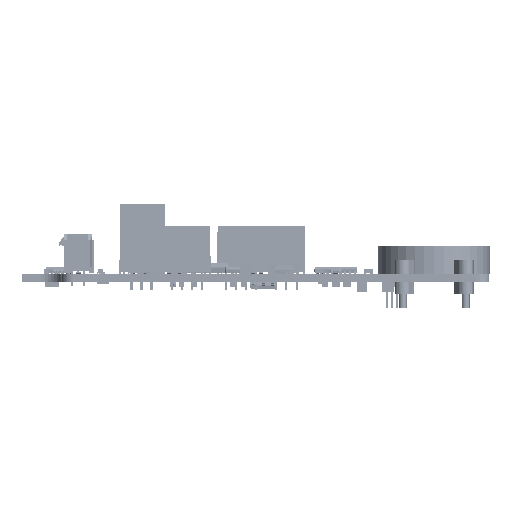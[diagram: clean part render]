
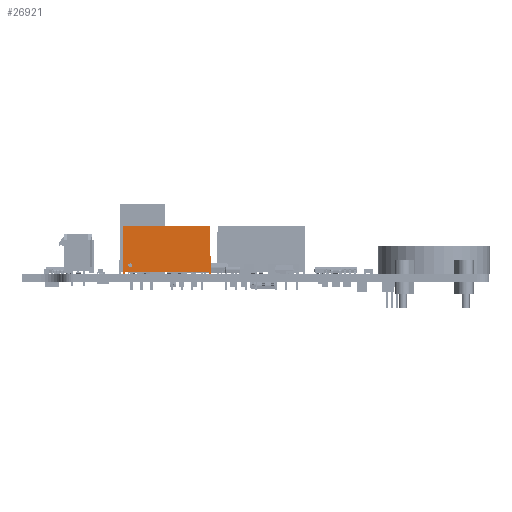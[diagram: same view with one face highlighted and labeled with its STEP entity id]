
A CAD part, left-side view. The second image highlights one B-rep face of the part: STEP entity #26921.
In plain terms, the highlighted face is planar.
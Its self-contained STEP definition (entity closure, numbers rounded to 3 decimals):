
#26857 = VERTEX_POINT('',#26858);
#26858 = CARTESIAN_POINT('',(-10.5,0.,-4.75));
#26873 = VERTEX_POINT('',#26874);
#26874 = CARTESIAN_POINT('',(-11.,0.,-4.75));
#26880 = EDGE_CURVE('',#26857,#26873,#26881,.T.);
#26881 = LINE('',#26882,#26883);
#26882 = CARTESIAN_POINT('',(-10.5,0.,-4.75));
#26883 = VECTOR('',#26884,1.);
#26884 = DIRECTION('',(-1.,0.,0.));
#26895 = EDGE_CURVE('',#26857,#26896,#26898,.T.);
#26896 = VERTEX_POINT('',#26897);
#26897 = CARTESIAN_POINT('',(-10.5,-0.5,-4.746));
#26898 = LINE('',#26899,#26900);
#26899 = CARTESIAN_POINT('',(-10.5,0.,-4.75));
#26900 = VECTOR('',#26901,1.);
#26901 = DIRECTION('',(0.,-1.,0.009));
#26921 = ADVANCED_FACE('',(#26922,#26972),#26992,.T.);
#26922 = FACE_BOUND('',#26923,.F.);
#26923 = EDGE_LOOP('',(#26924,#26932,#26933,#26934,#26942,#26950,#26958,
    #26966));
#26924 = ORIENTED_EDGE('',*,*,#26925,.F.);
#26925 = EDGE_CURVE('',#26896,#26926,#26928,.T.);
#26926 = VERTEX_POINT('',#26927);
#26927 = CARTESIAN_POINT('',(10.5,-0.5,-4.746));
#26928 = LINE('',#26929,#26930);
#26929 = CARTESIAN_POINT('',(-10.5,-0.5,-4.746));
#26930 = VECTOR('',#26931,1.);
#26931 = DIRECTION('',(1.,0.,0.));
#26932 = ORIENTED_EDGE('',*,*,#26895,.F.);
#26933 = ORIENTED_EDGE('',*,*,#26880,.T.);
#26934 = ORIENTED_EDGE('',*,*,#26935,.T.);
#26935 = EDGE_CURVE('',#26873,#26936,#26938,.T.);
#26936 = VERTEX_POINT('',#26937);
#26937 = CARTESIAN_POINT('',(-10.895,-12.,-4.645));
#26938 = LINE('',#26939,#26940);
#26939 = CARTESIAN_POINT('',(-11.,0.,-4.75));
#26940 = VECTOR('',#26941,1.);
#26941 = DIRECTION('',(0.009,-1.,
    0.009));
#26942 = ORIENTED_EDGE('',*,*,#26943,.F.);
#26943 = EDGE_CURVE('',#26944,#26936,#26946,.T.);
#26944 = VERTEX_POINT('',#26945);
#26945 = CARTESIAN_POINT('',(10.895,-12.,-4.645));
#26946 = LINE('',#26947,#26948);
#26947 = CARTESIAN_POINT('',(10.895,-12.,-4.645));
#26948 = VECTOR('',#26949,1.);
#26949 = DIRECTION('',(-1.,0.,0.));
#26950 = ORIENTED_EDGE('',*,*,#26951,.F.);
#26951 = EDGE_CURVE('',#26952,#26944,#26954,.T.);
#26952 = VERTEX_POINT('',#26953);
#26953 = CARTESIAN_POINT('',(11.,0.,-4.75));
#26954 = LINE('',#26955,#26956);
#26955 = CARTESIAN_POINT('',(11.,0.,-4.75));
#26956 = VECTOR('',#26957,1.);
#26957 = DIRECTION('',(-0.009,-1.,
    0.009));
#26958 = ORIENTED_EDGE('',*,*,#26959,.T.);
#26959 = EDGE_CURVE('',#26952,#26960,#26962,.T.);
#26960 = VERTEX_POINT('',#26961);
#26961 = CARTESIAN_POINT('',(10.5,0.,-4.75));
#26962 = LINE('',#26963,#26964);
#26963 = CARTESIAN_POINT('',(11.,0.,-4.75));
#26964 = VECTOR('',#26965,1.);
#26965 = DIRECTION('',(-1.,0.,0.));
#26966 = ORIENTED_EDGE('',*,*,#26967,.T.);
#26967 = EDGE_CURVE('',#26960,#26926,#26968,.T.);
#26968 = LINE('',#26969,#26970);
#26969 = CARTESIAN_POINT('',(10.5,0.,-4.75));
#26970 = VECTOR('',#26971,1.);
#26971 = DIRECTION('',(0.,-1.,0.009));
#26972 = FACE_BOUND('',#26973,.F.);
#26973 = EDGE_LOOP('',(#26974,#26985));
#26974 = ORIENTED_EDGE('',*,*,#26975,.T.);
#26975 = EDGE_CURVE('',#26976,#26978,#26980,.T.);
#26976 = VERTEX_POINT('',#26977);
#26977 = CARTESIAN_POINT('',(-8.626,-2.041,
    -4.732));
#26978 = VERTEX_POINT('',#26979);
#26979 = CARTESIAN_POINT('',(-9.626,-2.041,
    -4.732));
#26980 = CIRCLE('',#26981,0.5);
#26981 = AXIS2_PLACEMENT_3D('',#26982,#26983,#26984);
#26982 = CARTESIAN_POINT('',(-9.126,-2.041,
    -4.732));
#26983 = DIRECTION('',(0.,-0.009,-1.));
#26984 = DIRECTION('',(1.,0.,0.));
#26985 = ORIENTED_EDGE('',*,*,#26986,.T.);
#26986 = EDGE_CURVE('',#26978,#26976,#26987,.T.);
#26987 = CIRCLE('',#26988,0.5);
#26988 = AXIS2_PLACEMENT_3D('',#26989,#26990,#26991);
#26989 = CARTESIAN_POINT('',(-9.126,-2.041,
    -4.732));
#26990 = DIRECTION('',(-0.,-0.009,-1.));
#26991 = DIRECTION('',(-1.,0.,0.));
#26992 = PLANE('',#26993);
#26993 = AXIS2_PLACEMENT_3D('',#26994,#26995,#26996);
#26994 = CARTESIAN_POINT('',(12.322,0.,-4.75));
#26995 = DIRECTION('',(0.,-0.009,-1.));
#26996 = DIRECTION('',(-1.,0.,0.));
